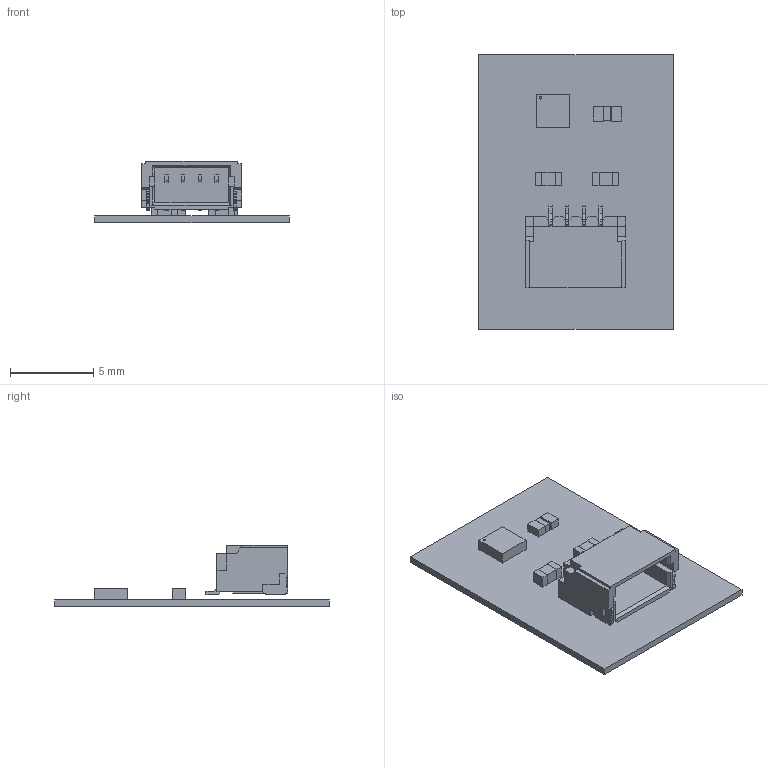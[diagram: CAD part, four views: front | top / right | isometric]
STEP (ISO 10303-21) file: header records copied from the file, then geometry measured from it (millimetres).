
FILE_DESCRIPTION(/* description */ (''),/* implementation_level */ '2;1');
FILE_NAME(/* name */ 'TheConductor-ChildBoard v1.step',/* time_stamp */ '2023-10-28T16:14:42-07:00',/* author */ (''),/* organization */ (''),/* preprocessor_version */ 'ST-DEVELOPER v20',/* originating_system */ 'Autodesk Translation Framework v12.14.0.127',/* authorisation */ '');
FILE_SCHEMA (('AUTOMOTIVE_DESIGN { 1 0 10303 214 3 1 1 }'));
Length unit declared in the file: millimetre
Products named in the file (13): TheConductor-ChildBoard; ChildBoard; ACCE (1); C1 (1); 6089102816 (1); CN1 (1); SM04B-SRSS-TB(LF)(SN)--3DModel-STEP-56544_RGB16777215 (1); R1 (1); 6089104016 (1); R2 (1); 6036737184 (1); Board (1); Open CASCADE STEP translator 7.5 1.1.1 (1)
Assembly tree (12 placements, depth 4):
  TheConductor-ChildBoard
    ChildBoard
      ACCE (1)
      C1 (1)
        6089102816 (1)
      CN1 (1)
        SM04B-SRSS-TB(LF)(SN)--3DModel-STEP-56544_RGB16777215 (1)
      R1 (1)
        6089104016 (1)
      R2 (1)
        6036737184 (1)
      Board (1)
        Open CASCADE STEP translator 7.5 1.1.1 (1)
Bounding box: 11.68 x 16.51 x 3.69 mm (x, y, z)
Volume: 125.1 mm3; surface area: 640.4 mm2
Topology: 31 solids, 31 shells, 382 faces, 954 edges, 630 vertices
Faces by surface type: plane 341, cylinder 41
Full cylindrical faces by diameter (mm): 0.14 x1
Entity records: 11654 total; most frequent: CARTESIAN_POINT 1991, ORIENTED_EDGE 1908, DIRECTION 1850, EDGE_CURVE 954, LINE 872, VECTOR 872, VERTEX_POINT 630, AXIS2_PLACEMENT_3D 489
